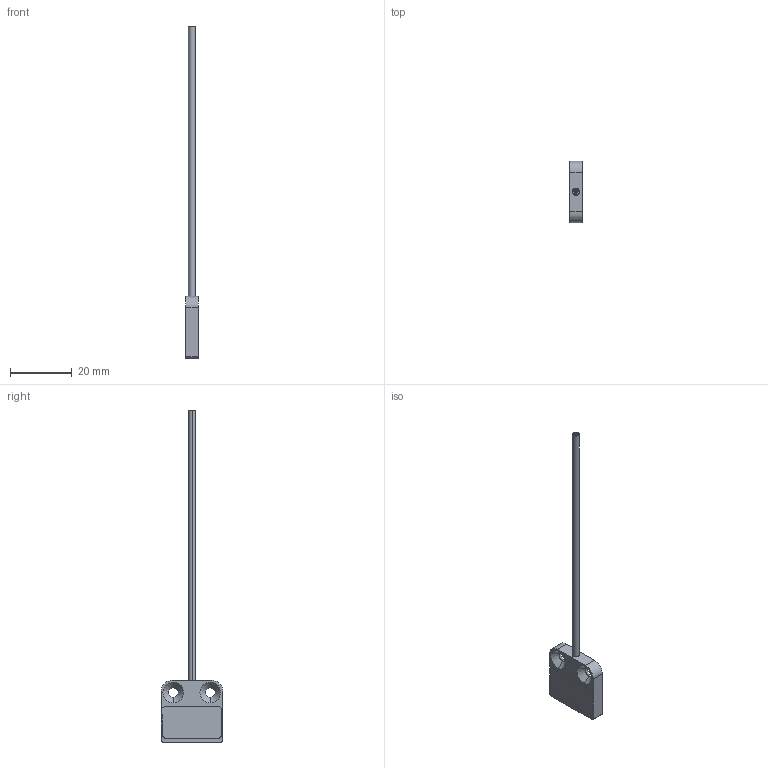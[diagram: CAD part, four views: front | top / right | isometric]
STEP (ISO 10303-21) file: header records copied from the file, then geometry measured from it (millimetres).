
FILE_DESCRIPTION((''),'2;1');
FILE_NAME('193395_ASM','2016-03-04T',('pdmadmin'),(''),'PRO/ENGINEER BY PARAMETRIC TECHNOLOGY CORPORATION, 2013230','PRO/ENGINEER BY PARAMETRIC TECHNOLOGY CORPORATION, 2013230','');
FILE_SCHEMA(('CONFIG_CONTROL_DESIGN'));
Length unit declared in the file: inch
Products named in the file (6): 110886; 10143; FIBER_CORE_010_0-25; 65940_ASM; 110886_POTTING; 193395_ASM
Assembly tree (20 placements, depth 3):
  193395_ASM
    65940_ASM
      110886
      10143
      FIBER_CORE_010_0-25  x16
    110886_POTTING
Bounding box: 4.2 x 19.99 x 107.65 mm (x, y, z)
Volume: 1769 mm3; surface area: 4045.2 mm2
Topology: 26 solids, 26 shells, 225 faces, 490 edges, 324 vertices
Faces by surface type: cylinder 118, plane 99, cone 8
Entity records: 5348 total; most frequent: DIRECTION 1014, CARTESIAN_POINT 904, ORIENTED_EDGE 800, AXIS2_PLACEMENT_3D 411, EDGE_CURVE 400, VERTEX_POINT 264, EDGE_LOOP 212, CIRCLE 202
